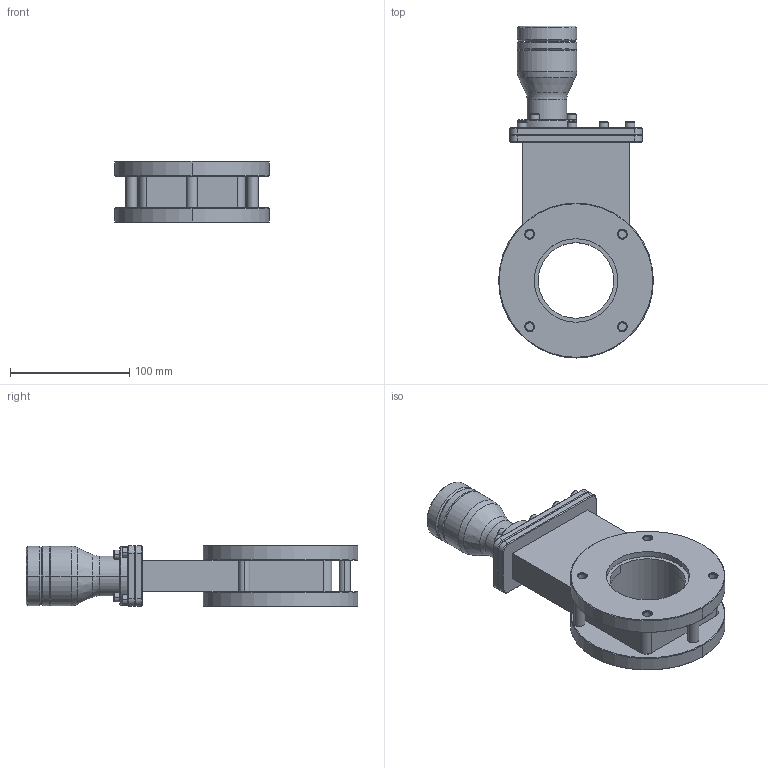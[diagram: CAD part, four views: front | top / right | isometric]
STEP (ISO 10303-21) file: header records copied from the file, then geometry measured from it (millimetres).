
FILE_DESCRIPTION((''),'2;1');
FILE_NAME('11110-0253','2009-02-09T',('jd'),(''),'PRO/ENGINEER BY PARAMETRIC TECHNOLOGY CORPORATION, 2008400','PRO/ENGINEER BY PARAMETRIC TECHNOLOGY CORPORATION, 2008400','');
FILE_SCHEMA(('CONFIG_CONTROL_DESIGN'));
Length unit declared in the file: inch
Products named in the file (1): 11110-0253
Bounding box: 130.05 x 278.74 x 51.44 mm (x, y, z)
Volume: 742815.8 mm3; surface area: 106278.8 mm2
Topology: 1 solids, 9 shells, 323 faces, 742 edges, 462 vertices
Faces by surface type: plane 151, cylinder 92, cone 76, torus 2, bspline 2
Entity records: 9179 total; most frequent: DIRECTION 1686, CARTESIAN_POINT 1582, ORIENTED_EDGE 1452, EDGE_CURVE 742, AXIS2_PLACEMENT_3D 622, VERTEX_POINT 462, VECTOR 442, LINE 442
